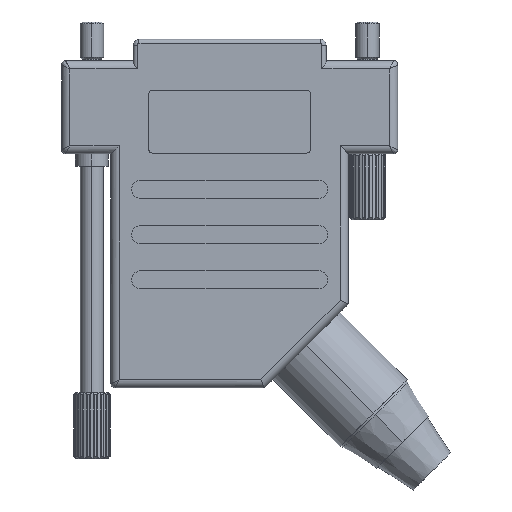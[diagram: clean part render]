
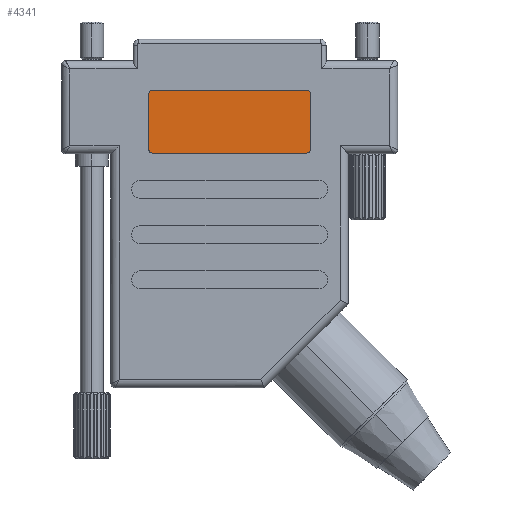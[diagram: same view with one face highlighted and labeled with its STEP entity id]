
A CAD part, front view. The second image highlights one B-rep face of the part: STEP entity #4341.
In plain terms, the highlighted planar face has unit normal (0, -1, 0).
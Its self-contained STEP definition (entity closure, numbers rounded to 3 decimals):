
#285 = CARTESIAN_POINT ( 'NONE',  ( -9.85, -7.25, -6.7 ) ) ;
#737 = ORIENTED_EDGE ( 'NONE', *, *, #25793, .T. ) ;
#855 = DIRECTION ( 'NONE',  ( 0., 0., 1. ) ) ;
#1164 = PLANE ( 'NONE',  #1602 ) ;
#1485 = AXIS2_PLACEMENT_3D ( 'NONE', #19834, #29042, #24083 ) ;
#1602 = AXIS2_PLACEMENT_3D ( 'NONE', #24719, #12803, #4027 ) ;
#1647 = ORIENTED_EDGE ( 'NONE', *, *, #11164, .T. ) ;
#2187 = VERTEX_POINT ( 'NONE', #10902 ) ;
#2237 = CARTESIAN_POINT ( 'NONE',  ( 9.85, -7.25, -6.7 ) ) ;
#3942 = CIRCLE ( 'NONE', #10703, 0.5 ) ;
#4027 = DIRECTION ( 'NONE',  ( 0., 0., 1. ) ) ;
#4341 = ADVANCED_FACE ( 'NONE', ( #8422 ), #1164, .F. ) ;
#4596 = DIRECTION ( 'NONE',  ( 0., -1., 0. ) ) ;
#7125 = AXIS2_PLACEMENT_3D ( 'NONE', #29811, #4596, #17335 ) ;
#7504 = CARTESIAN_POINT ( 'NONE',  ( 9.35, -7.25, -6.7 ) ) ;
#7706 = ORIENTED_EDGE ( 'NONE', *, *, #25445, .T. ) ;
#8051 = DIRECTION ( 'NONE',  ( 0., 0., 1. ) ) ;
#8422 = FACE_OUTER_BOUND ( 'NONE', #16815, .T. ) ;
#8440 = VECTOR ( 'NONE', #25912, 1000. ) ;
#8639 = ORIENTED_EDGE ( 'NONE', *, *, #8840, .T. ) ;
#8840 = EDGE_CURVE ( 'NONE', #12514, #22778, #15977, .T. ) ;
#10703 = AXIS2_PLACEMENT_3D ( 'NONE', #15300, #22379, #8051 ) ;
#10812 = CARTESIAN_POINT ( 'NONE',  ( -9.85, -7.25, -13.3 ) ) ;
#10902 = CARTESIAN_POINT ( 'NONE',  ( -9.35, -7.25, -6.2 ) ) ;
#11164 = EDGE_CURVE ( 'NONE', #27963, #25747, #22924, .T. ) ;
#11464 = DIRECTION ( 'NONE',  ( 0., 0., 1. ) ) ;
#11746 = LINE ( 'NONE', #16423, #15131 ) ;
#12514 = VERTEX_POINT ( 'NONE', #10812 ) ;
#12803 = DIRECTION ( 'NONE',  ( 0., 1., 0. ) ) ;
#13130 = VECTOR ( 'NONE', #17665, 1000. ) ;
#13309 = EDGE_CURVE ( 'NONE', #22778, #15608, #11746, .T. ) ;
#13440 = EDGE_CURVE ( 'NONE', #25747, #18922, #29098, .T. ) ;
#14161 = LINE ( 'NONE', #18515, #8440 ) ;
#14282 = CARTESIAN_POINT ( 'NONE',  ( -9.35, -7.25, -13.8 ) ) ;
#15116 = LINE ( 'NONE', #15413, #13130 ) ;
#15131 = VECTOR ( 'NONE', #26869, 1000. ) ;
#15300 = CARTESIAN_POINT ( 'NONE',  ( 9.35, -7.25, -13.3 ) ) ;
#15413 = CARTESIAN_POINT ( 'NONE',  ( -9.85, -7.25, -6.7 ) ) ;
#15608 = VERTEX_POINT ( 'NONE', #20862 ) ;
#15977 = CIRCLE ( 'NONE', #1485, 0.5 ) ;
#16423 = CARTESIAN_POINT ( 'NONE',  ( -9.35, -7.25, -13.8 ) ) ;
#16719 = DIRECTION ( 'NONE',  ( 0., -1., 0. ) ) ;
#16815 = EDGE_LOOP ( 'NONE', ( #23472, #29598, #19218, #737, #8639, #19102, #7706, #1647 ) ) ;
#17335 = DIRECTION ( 'NONE',  ( 0., 0., 1. ) ) ;
#17665 = DIRECTION ( 'NONE',  ( 0., 0., -1. ) ) ;
#18515 = CARTESIAN_POINT ( 'NONE',  ( -9.35, -7.25, -6.2 ) ) ;
#18922 = VERTEX_POINT ( 'NONE', #28763 ) ;
#19102 = ORIENTED_EDGE ( 'NONE', *, *, #13309, .T. ) ;
#19218 = ORIENTED_EDGE ( 'NONE', *, *, #20082, .T. ) ;
#19834 = CARTESIAN_POINT ( 'NONE',  ( -9.35, -7.25, -13.3 ) ) ;
#20082 = EDGE_CURVE ( 'NONE', #2187, #26088, #28323, .T. ) ;
#20862 = CARTESIAN_POINT ( 'NONE',  ( 9.35, -7.25, -13.8 ) ) ;
#22379 = DIRECTION ( 'NONE',  ( 0., -1., 0. ) ) ;
#22778 = VERTEX_POINT ( 'NONE', #14282 ) ;
#22924 = LINE ( 'NONE', #2237, #26139 ) ;
#23018 = CARTESIAN_POINT ( 'NONE',  ( 9.85, -7.25, -13.3 ) ) ;
#23329 = AXIS2_PLACEMENT_3D ( 'NONE', #7504, #16719, #855 ) ;
#23472 = ORIENTED_EDGE ( 'NONE', *, *, #13440, .T. ) ;
#24083 = DIRECTION ( 'NONE',  ( 0., 0., 1. ) ) ;
#24719 = CARTESIAN_POINT ( 'NONE',  ( 9.35, -7.25, -6.7 ) ) ;
#25445 = EDGE_CURVE ( 'NONE', #15608, #27963, #3942, .T. ) ;
#25747 = VERTEX_POINT ( 'NONE', #28393 ) ;
#25793 = EDGE_CURVE ( 'NONE', #26088, #12514, #15116, .T. ) ;
#25912 = DIRECTION ( 'NONE',  ( -1., 0., 0. ) ) ;
#26088 = VERTEX_POINT ( 'NONE', #285 ) ;
#26139 = VECTOR ( 'NONE', #11464, 1000. ) ;
#26869 = DIRECTION ( 'NONE',  ( 1., 0., 0. ) ) ;
#27584 = EDGE_CURVE ( 'NONE', #18922, #2187, #14161, .T. ) ;
#27963 = VERTEX_POINT ( 'NONE', #23018 ) ;
#28323 = CIRCLE ( 'NONE', #7125, 0.5 ) ;
#28393 = CARTESIAN_POINT ( 'NONE',  ( 9.85, -7.25, -6.7 ) ) ;
#28763 = CARTESIAN_POINT ( 'NONE',  ( 9.35, -7.25, -6.2 ) ) ;
#29042 = DIRECTION ( 'NONE',  ( 0., -1., 0. ) ) ;
#29098 = CIRCLE ( 'NONE', #23329, 0.5 ) ;
#29598 = ORIENTED_EDGE ( 'NONE', *, *, #27584, .T. ) ;
#29811 = CARTESIAN_POINT ( 'NONE',  ( -9.35, -7.25, -6.7 ) ) ;
